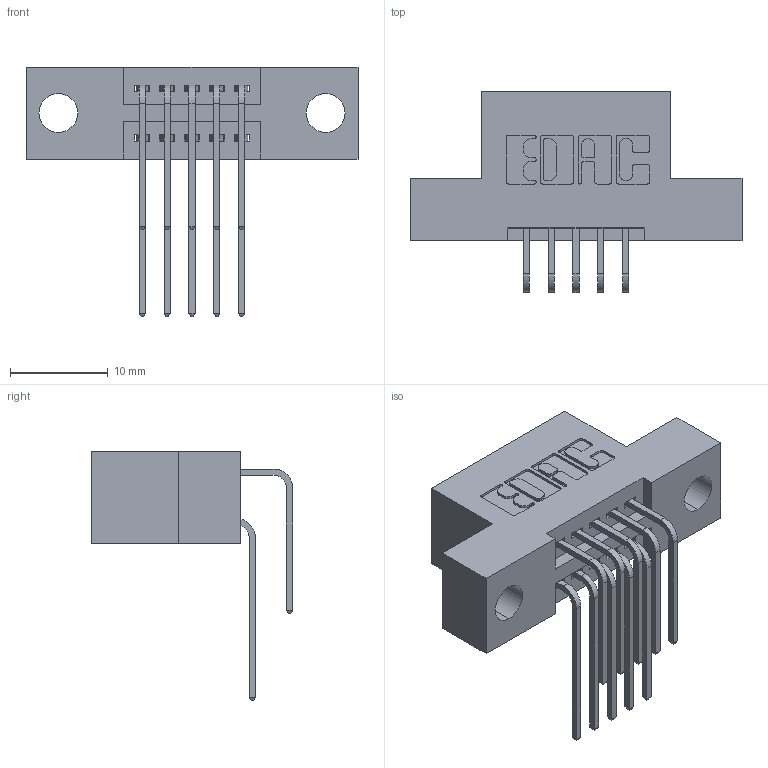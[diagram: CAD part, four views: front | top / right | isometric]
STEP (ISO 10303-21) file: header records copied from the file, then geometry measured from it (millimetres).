
FILE_DESCRIPTION (( 'STEP AP203' ), '1' );
FILE_NAME ('395-010-559-204.STEP', '2021-06-14T17:30:51', ( '' ), ( '' ), 'SwSTEP 2.0', 'SolidWorks 2020', '' );
FILE_SCHEMA (( 'CONFIG_CONTROL_DESIGN' ));
Length unit declared in the file: inch
Products named in the file (4): 345-292-001_559 Tail - 2; 395-010-559-204; 345-292-001_558 559 Tail - 1; 345 Part_Flush Mounting Lugs - 0.156 Dia-TI
Assembly tree (11 placements, depth 2):
  395-010-559-204
    345 Part_Flush Mounting Lugs - 0.156 Dia-TI
    345-292-001_558 559 Tail - 1  x5
    345-292-001_559 Tail - 2  x5
Bounding box: 33.91 x 20.56 x 25.53 mm (x, y, z)
Volume: 2902.2 mm3; surface area: 3696.3 mm2
Topology: 11 solids, 11 shells, 660 faces, 1927 edges, 1270 vertices
Faces by surface type: plane 444, cylinder 216
Entity records: 10975 total; most frequent: CARTESIAN_POINT 1925, ORIENTED_EDGE 1806, DIRECTION 1715, EDGE_CURVE 903, LINE 711, VECTOR 711, VERTEX_POINT 598, AXIS2_PLACEMENT_3D 502
